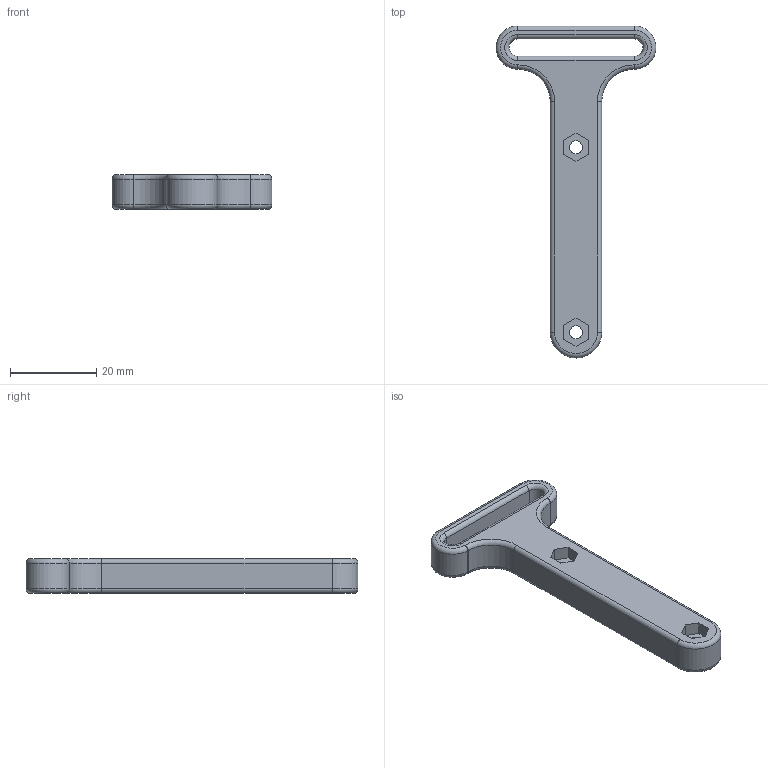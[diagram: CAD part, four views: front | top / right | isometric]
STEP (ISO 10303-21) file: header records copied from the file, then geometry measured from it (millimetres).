
FILE_DESCRIPTION(/* description */ (''),/* implementation_level */ '2;1');
FILE_NAME(/* name */ '1 inch webbing mount v2.step',/* time_stamp */ '2020-09-01T09:25:23-07:00',/* author */ (''),/* organization */ (''),/* preprocessor_version */ 'ST-DEVELOPER v18.1',/* originating_system */ 'Autodesk Translation Framework v9.3.0.1241',/* authorisation */ '');
FILE_SCHEMA (('AUTOMOTIVE_DESIGN { 1 0 10303 214 3 1 1 }'));
Length unit declared in the file: millimetre
Products named in the file (2): 1 inch webbing mount; Component1
Assembly tree (1 placements, depth 2):
  1 inch webbing mount
    Component1
Bounding box: 37 x 76.88 x 8 mm (x, y, z)
Volume: 7915.6 mm3; surface area: 4209 mm2
Topology: 1 solids, 1 shells, 60 faces, 140 edges, 84 vertices
Faces by surface type: cylinder 23, plane 23, torus 14
Full cylindrical faces by diameter (mm): 3 x2
Entity records: 1765 total; most frequent: DIRECTION 326, CARTESIAN_POINT 287, ORIENTED_EDGE 280, EDGE_CURVE 140, AXIS2_PLACEMENT_3D 123, VERTEX_POINT 84, LINE 80, VECTOR 80
